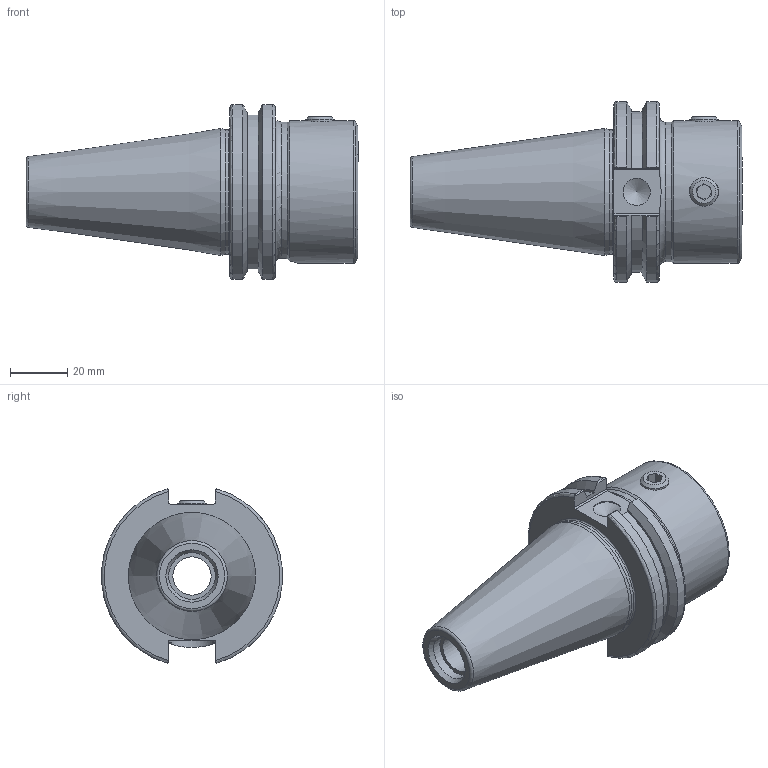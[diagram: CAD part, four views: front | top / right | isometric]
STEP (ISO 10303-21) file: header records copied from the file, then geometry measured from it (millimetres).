
FILE_DESCRIPTION(/* description */ (''),/* implementation_level */ '2;1');
FILE_NAME(/* name */ 'CAT40-S28-48.stp',/* time_stamp */ '2022-07-04T16:02:33+09:00',/* author */ ('KKK'),/* organization */ (''),/* preprocessor_version */ 'ST-DEVELOPER v18.1',/* originating_system */ 'Autodesk Inventor 2022',/* authorisation */ '');
FILE_SCHEMA (('AUTOMOTIVE_DESIGN { 1 0 10303 214 3 1 1 }'));
Length unit declared in the file: millimetre
Products named in the file (3): CAT40-S28-48; CAT50; M10x1.0x16.5L
Assembly tree (3 placements, depth 2):
  CAT40-S28-48
    CAT50
    M10x1.0x16.5L  x2
Bounding box: 116.25 x 63.26 x 61.09 mm (x, y, z)
Volume: 138223.9 mm3; surface area: 29004.6 mm2
Topology: 3 solids, 3 shells, 113 faces, 293 edges, 190 vertices
Faces by surface type: plane 56, cylinder 23, cone 22, torus 12
Full cylindrical faces by diameter (mm): 5 x2, 6.5 x1, 8.917 x2, 9.525 x1, 10 x2, 13.386 x1, 13.5 x1, 16.3 x1, 28 x1, 28.6 x1, 43.6 x1, 50 x1
Entity records: 3277 total; most frequent: CARTESIAN_POINT 866, ORIENTED_EDGE 490, DIRECTION 474, EDGE_CURVE 245, AXIS2_PLACEMENT_3D 185, VERTEX_POINT 161, LINE 104, VECTOR 104
